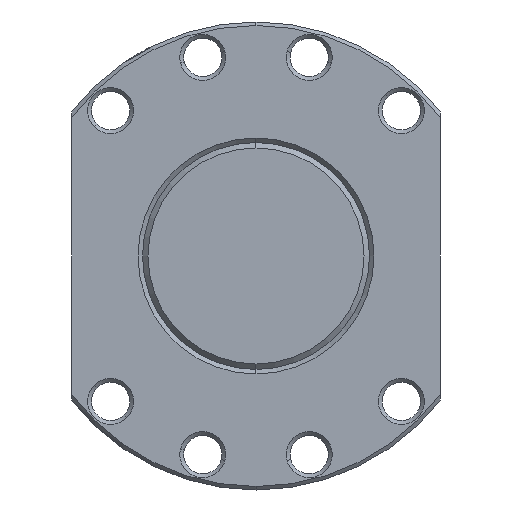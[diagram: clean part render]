
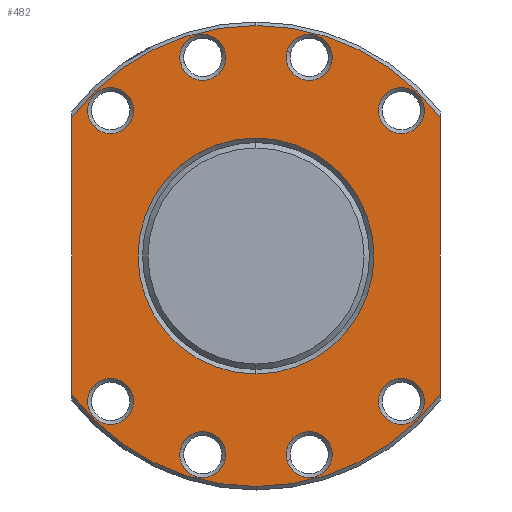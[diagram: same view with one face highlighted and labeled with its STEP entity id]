
A CAD part, left-side view. The second image highlights one B-rep face of the part: STEP entity #482.
In plain terms, the highlighted planar face has unit normal (-1, 0, 0).
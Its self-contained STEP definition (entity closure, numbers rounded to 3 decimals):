
#468=EDGE_CURVE('',#1002,#782,#1317,.T.);
#482=ADVANCED_FACE('',(#1335,#1336,#1337,#1338,#1339,#1340,#1341,#1342,#1343,#1344),#1345,.T.);
#494=EDGE_CURVE('',#1034,#968,#1359,.T.);
#506=EDGE_CURVE('',#1210,#1236,#1372,.T.);
#532=EDGE_CURVE('',#1132,#598,#1402,.T.);
#536=EDGE_CURVE('',#564,#1270,#1406,.T.);
#560=EDGE_CURVE('',#608,#912,#1434,.T.);
#564=VERTEX_POINT('',#1438);
#598=VERTEX_POINT('',#1476);
#608=VERTEX_POINT('',#1486);
#618=EDGE_CURVE('',#962,#1120,#1496,.T.);
#624=VERTEX_POINT('',#1503);
#638=EDGE_CURVE('',#772,#1238,#1518,.T.);
#656=EDGE_CURVE('',#934,#926,#1538,.T.);
#672=EDGE_CURVE('',#1238,#772,#1555,.T.);
#758=VERTEX_POINT('',#1661);
#772=VERTEX_POINT('',#1678);
#782=VERTEX_POINT('',#1689);
#818=EDGE_CURVE('',#624,#888,#1732,.T.);
#824=VERTEX_POINT('',#1738);
#840=EDGE_CURVE('',#1230,#758,#1757,.T.);
#860=EDGE_CURVE('',#758,#1230,#1777,.T.);
#880=EDGE_CURVE('',#1270,#564,#1800,.T.);
#888=VERTEX_POINT('',#1808);
#912=VERTEX_POINT('',#1834);
#926=VERTEX_POINT('',#1850);
#934=VERTEX_POINT('',#1858);
#948=EDGE_CURVE('',#968,#1034,#1872,.T.);
#962=VERTEX_POINT('',#1886);
#964=EDGE_CURVE('',#1236,#1210,#1888,.T.);
#968=VERTEX_POINT('',#1892);
#1002=VERTEX_POINT('',#1930);
#1032=EDGE_CURVE('',#888,#624,#1961,.T.);
#1034=VERTEX_POINT('',#1963);
#1038=EDGE_CURVE('',#782,#1002,#1967,.T.);
#1056=EDGE_CURVE('',#598,#1132,#1987,.T.);
#1066=VERTEX_POINT('',#1998);
#1088=EDGE_CURVE('',#1120,#824,#2022,.T.);
#1110=EDGE_CURVE('',#962,#926,#2048,.T.);
#1112=EDGE_CURVE('',#1066,#824,#2050,.T.);
#1120=VERTEX_POINT('',#2059);
#1130=EDGE_CURVE('',#1066,#934,#2069,.T.);
#1132=VERTEX_POINT('',#2071);
#1180=EDGE_CURVE('',#912,#608,#2124,.T.);
#1210=VERTEX_POINT('',#2162);
#1230=VERTEX_POINT('',#2183);
#1236=VERTEX_POINT('',#2190);
#1238=VERTEX_POINT('',#2192);
#1270=VERTEX_POINT('',#2226);
#1317=CIRCLE('',#2287,8.1);
#1335=FACE_BOUND('',#2306,.T.);
#1336=FACE_OUTER_BOUND('',#2307,.T.);
#1337=FACE_BOUND('',#2308,.T.);
#1338=FACE_BOUND('',#2309,.T.);
#1339=FACE_BOUND('',#2310,.T.);
#1340=FACE_BOUND('',#2311,.T.);
#1341=FACE_BOUND('',#2312,.T.);
#1342=FACE_BOUND('',#2313,.T.);
#1343=FACE_BOUND('',#2314,.T.);
#1344=FACE_BOUND('',#2315,.T.);
#1345=PLANE('',#2316);
#1359=CIRCLE('',#2332,8.1);
#1372=CIRCLE('',#2350,8.1);
#1402=CIRCLE('',#2389,8.1);
#1406=CIRCLE('',#2395,8.1);
#1434=CIRCLE('',#2439,41.6);
#1438=CARTESIAN_POINT('',(25.0,45.538,56.993));
#1476=CARTESIAN_POINT('',(25.0,-26.588,-67.933));
#1486=CARTESIAN_POINT('',(25.0,0.0,41.6));
#1496=CIRCLE('',#2535,81.26);
#1503=CARTESIAN_POINT('',(25.0,10.94,-72.126));
#1518=CIRCLE('',#2563,8.1);
#1538=CIRCLE('',#2588,81.26);
#1555=CIRCLE('',#2609,8.1);
#1661=CARTESIAN_POINT('',(25.0,-56.993,-45.538));
#1678=CARTESIAN_POINT('',(25.0,56.993,-45.538));
#1689=CARTESIAN_POINT('',(25.0,10.94,72.126));
#1732=CIRCLE('',#2826,8.1);
#1738=CARTESIAN_POINT('',(25.0,-65.0,48.767));
#1757=CIRCLE('',#2859,8.1);
#1777=CIRCLE('',#2923,8.1);
#1800=CIRCLE('',#2952,8.1);
#1808=CARTESIAN_POINT('',(25.0,26.588,-67.933));
#1834=CARTESIAN_POINT('',(25.0,0.,-41.6));
#1850=CARTESIAN_POINT('',(25.0,65.0,-48.767));
#1858=CARTESIAN_POINT('',(25.0,0.,-81.26));
#1872=CIRCLE('',#3050,8.1);
#1886=CARTESIAN_POINT('',(25.0,65.0,48.767));
#1888=CIRCLE('',#3073,8.1);
#1892=CARTESIAN_POINT('',(25.0,-26.588,67.933));
#1930=CARTESIAN_POINT('',(25.0,26.588,67.933));
#1961=CIRCLE('',#3210,8.1);
#1963=CARTESIAN_POINT('',(25.0,-10.94,72.126));
#1967=CIRCLE('',#3219,8.1);
#1987=CIRCLE('',#3241,8.1);
#1998=CARTESIAN_POINT('',(25.0,-65.0,-48.767));
#2022=CIRCLE('',#3284,81.26);
#2048=LINE('',#3317,#3318);
#2050=LINE('',#3321,#3322);
#2059=CARTESIAN_POINT('',(25.0,0.,81.26));
#2069=CIRCLE('',#3359,81.26);
#2071=CARTESIAN_POINT('',(25.0,-10.94,-72.126));
#2124=CIRCLE('',#3460,41.6);
#2162=CARTESIAN_POINT('',(25.0,-45.538,56.993));
#2183=CARTESIAN_POINT('',(25.0,-45.538,-56.993));
#2190=CARTESIAN_POINT('',(25.0,-56.993,45.538));
#2192=CARTESIAN_POINT('',(25.0,45.538,-56.993));
#2226=CARTESIAN_POINT('',(25.0,56.993,45.538));
#2287=AXIS2_PLACEMENT_3D('',#3631,#3632,#3633);
#2306=EDGE_LOOP('',(#3674,#3675));
#2307=EDGE_LOOP('',(#3676,#3677,#3678,#3679,#3680,#3681));
#2308=EDGE_LOOP('',(#3682,#3683));
#2309=EDGE_LOOP('',(#3684,#3685));
#2310=EDGE_LOOP('',(#3686,#3687));
#2311=EDGE_LOOP('',(#3688,#3689));
#2312=EDGE_LOOP('',(#3690,#3691));
#2313=EDGE_LOOP('',(#3692,#3693));
#2314=EDGE_LOOP('',(#3694,#3695));
#2315=EDGE_LOOP('',(#3696,#3697));
#2316=AXIS2_PLACEMENT_3D('',#3698,#3699,#3700);
#2332=AXIS2_PLACEMENT_3D('',#3720,#3721,#3722);
#2350=AXIS2_PLACEMENT_3D('',#3738,#3739,#3740);
#2389=AXIS2_PLACEMENT_3D('',#3787,#3788,#3789);
#2395=AXIS2_PLACEMENT_3D('',#3793,#3794,#3795);
#2439=AXIS2_PLACEMENT_3D('',#3833,#3834,#3835);
#2535=AXIS2_PLACEMENT_3D('',#3897,#3898,#3899);
#2563=AXIS2_PLACEMENT_3D('',#3926,#3927,#3928);
#2588=AXIS2_PLACEMENT_3D('',#3952,#3953,#3954);
#2609=AXIS2_PLACEMENT_3D('',#3972,#3973,#3974);
#2826=AXIS2_PLACEMENT_3D('',#4227,#4228,#4229);
#2859=AXIS2_PLACEMENT_3D('',#4264,#4265,#4266);
#2923=AXIS2_PLACEMENT_3D('',#4279,#4280,#4281);
#2952=AXIS2_PLACEMENT_3D('',#4316,#4317,#4318);
#3050=AXIS2_PLACEMENT_3D('',#4391,#4392,#4393);
#3073=AXIS2_PLACEMENT_3D('',#4406,#4407,#4408);
#3210=AXIS2_PLACEMENT_3D('',#4483,#4484,#4485);
#3219=AXIS2_PLACEMENT_3D('',#4487,#4488,#4489);
#3241=AXIS2_PLACEMENT_3D('',#4506,#4507,#4508);
#3284=AXIS2_PLACEMENT_3D('',#4544,#4545,#4546);
#3317=CARTESIAN_POINT('',(25.0,65.0,20.315));
#3318=VECTOR('',#4581,1.0);
#3321=CARTESIAN_POINT('',(25.0,-65.0,20.315));
#3322=VECTOR('',#4582,1.0);
#3359=AXIS2_PLACEMENT_3D('',#4600,#4601,#4602);
#3460=AXIS2_PLACEMENT_3D('',#4663,#4664,#4665);
#3631=CARTESIAN_POINT('',(25.0,18.764,70.03));
#3632=DIRECTION('',(1.0,0.,0.));
#3633=DIRECTION('',(0.,0.966,-0.259));
#3674=ORIENTED_EDGE('',*,*,#560,.T.);
#3675=ORIENTED_EDGE('',*,*,#1180,.T.);
#3676=ORIENTED_EDGE('',*,*,#1110,.T.);
#3677=ORIENTED_EDGE('',*,*,#656,.F.);
#3678=ORIENTED_EDGE('',*,*,#1130,.F.);
#3679=ORIENTED_EDGE('',*,*,#1112,.T.);
#3680=ORIENTED_EDGE('',*,*,#1088,.F.);
#3681=ORIENTED_EDGE('',*,*,#618,.F.);
#3682=ORIENTED_EDGE('',*,*,#860,.T.);
#3683=ORIENTED_EDGE('',*,*,#840,.T.);
#3684=ORIENTED_EDGE('',*,*,#1056,.T.);
#3685=ORIENTED_EDGE('',*,*,#532,.T.);
#3686=ORIENTED_EDGE('',*,*,#818,.T.);
#3687=ORIENTED_EDGE('',*,*,#1032,.T.);
#3688=ORIENTED_EDGE('',*,*,#672,.T.);
#3689=ORIENTED_EDGE('',*,*,#638,.T.);
#3690=ORIENTED_EDGE('',*,*,#880,.T.);
#3691=ORIENTED_EDGE('',*,*,#536,.T.);
#3692=ORIENTED_EDGE('',*,*,#468,.T.);
#3693=ORIENTED_EDGE('',*,*,#1038,.T.);
#3694=ORIENTED_EDGE('',*,*,#494,.T.);
#3695=ORIENTED_EDGE('',*,*,#948,.T.);
#3696=ORIENTED_EDGE('',*,*,#506,.T.);
#3697=ORIENTED_EDGE('',*,*,#964,.T.);
#3698=CARTESIAN_POINT('',(25.0,0.0,40.63));
#3699=DIRECTION('',(-1.0,-0.0,0.));
#3700=DIRECTION('',(0.,0.0,-1.0));
#3720=CARTESIAN_POINT('',(25.0,-18.764,70.03));
#3721=DIRECTION('',(1.0,0.,0.));
#3722=DIRECTION('',(0.,0.966,0.259));
#3738=CARTESIAN_POINT('',(25.0,-51.265,51.265));
#3739=DIRECTION('',(1.0,0.0,0.));
#3740=DIRECTION('',(0.,0.707,0.707));
#3787=CARTESIAN_POINT('',(25.0,-18.764,-70.03));
#3788=DIRECTION('',(1.0,0.,0.));
#3789=DIRECTION('',(0.,-0.966,0.259));
#3793=CARTESIAN_POINT('',(25.0,51.265,51.265));
#3794=DIRECTION('',(1.0,0.0,0.));
#3795=DIRECTION('',(0.,0.707,-0.707));
#3833=CARTESIAN_POINT('',(25.0,0.0,0.0));
#3834=DIRECTION('',(1.0,0.0,0.));
#3835=DIRECTION('',(0.,0.0,1.0));
#3897=CARTESIAN_POINT('',(25.0,0.0,0.0));
#3898=DIRECTION('',(1.0,0.0,-0.0));
#3899=DIRECTION('',(0.0,0.0,1.0));
#3926=CARTESIAN_POINT('',(25.0,51.265,-51.265));
#3927=DIRECTION('',(1.0,0.0,0.));
#3928=DIRECTION('',(0.,-0.707,-0.707));
#3952=CARTESIAN_POINT('',(25.0,0.0,0.0));
#3953=DIRECTION('',(1.0,0.0,-0.0));
#3954=DIRECTION('',(0.0,0.0,1.0));
#3972=CARTESIAN_POINT('',(25.0,51.265,-51.265));
#3973=DIRECTION('',(1.0,0.0,0.));
#3974=DIRECTION('',(0.,-0.707,-0.707));
#4227=CARTESIAN_POINT('',(25.0,18.764,-70.03));
#4228=DIRECTION('',(1.0,0.,0.));
#4229=DIRECTION('',(0.,-0.966,-0.259));
#4264=CARTESIAN_POINT('',(25.0,-51.265,-51.265));
#4265=DIRECTION('',(1.0,0.0,0.));
#4266=DIRECTION('',(0.,-0.707,0.707));
#4279=CARTESIAN_POINT('',(25.0,-51.265,-51.265));
#4280=DIRECTION('',(1.0,0.0,0.));
#4281=DIRECTION('',(0.,-0.707,0.707));
#4316=CARTESIAN_POINT('',(25.0,51.265,51.265));
#4317=DIRECTION('',(1.0,0.0,0.));
#4318=DIRECTION('',(0.,0.707,-0.707));
#4391=CARTESIAN_POINT('',(25.0,-18.764,70.03));
#4392=DIRECTION('',(1.0,0.,0.));
#4393=DIRECTION('',(0.,0.966,0.259));
#4406=CARTESIAN_POINT('',(25.0,-51.265,51.265));
#4407=DIRECTION('',(1.0,0.0,0.));
#4408=DIRECTION('',(0.,0.707,0.707));
#4483=CARTESIAN_POINT('',(25.0,18.764,-70.03));
#4484=DIRECTION('',(1.0,0.,0.));
#4485=DIRECTION('',(0.,-0.966,-0.259));
#4487=CARTESIAN_POINT('',(25.0,18.764,70.03));
#4488=DIRECTION('',(1.0,0.,0.));
#4489=DIRECTION('',(0.,0.966,-0.259));
#4506=CARTESIAN_POINT('',(25.0,-18.764,-70.03));
#4507=DIRECTION('',(1.0,0.,0.));
#4508=DIRECTION('',(0.,-0.966,0.259));
#4544=CARTESIAN_POINT('',(25.0,0.0,0.0));
#4545=DIRECTION('',(1.0,0.0,-0.0));
#4546=DIRECTION('',(0.0,0.0,1.0));
#4581=DIRECTION('',(0.,0.0,-1.0));
#4582=DIRECTION('',(0.,0.0,1.0));
#4600=CARTESIAN_POINT('',(25.0,0.0,0.0));
#4601=DIRECTION('',(1.0,0.0,-0.0));
#4602=DIRECTION('',(0.0,0.0,1.0));
#4663=CARTESIAN_POINT('',(25.0,0.0,0.0));
#4664=DIRECTION('',(1.0,0.0,0.));
#4665=DIRECTION('',(0.,0.0,1.0));
